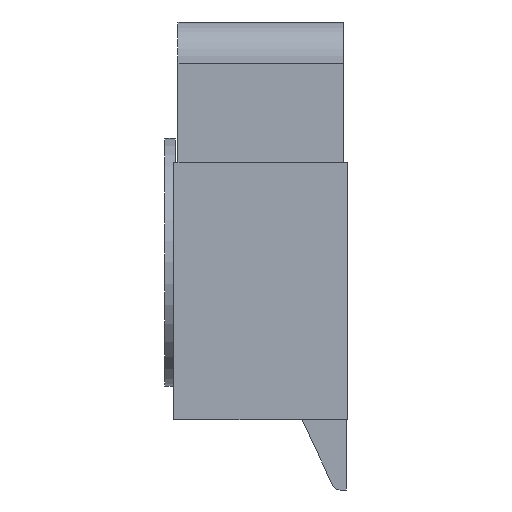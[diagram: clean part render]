
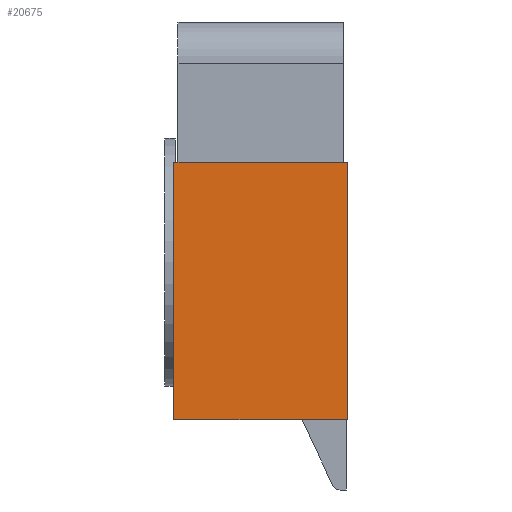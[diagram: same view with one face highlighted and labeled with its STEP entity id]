
A CAD part, left-side view. The second image highlights one B-rep face of the part: STEP entity #20675.
In plain terms, the highlighted planar face has unit normal (-1, 0, 0).
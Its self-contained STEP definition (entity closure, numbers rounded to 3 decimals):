
#1039=ORIENTED_EDGE('',*,*,#6241,.T.);
#1040=ORIENTED_EDGE('',*,*,#6235,.F.);
#1041=ORIENTED_EDGE('',*,*,#6231,.F.);
#1042=ORIENTED_EDGE('',*,*,#6242,.F.);
#1043=ORIENTED_EDGE('',*,*,#6243,.F.);
#1044=ORIENTED_EDGE('',*,*,#6238,.T.);
#6231=EDGE_CURVE('',#8783,#8774,#10666,.T.);
#6235=EDGE_CURVE('',#8774,#8785,#10670,.T.);
#6238=EDGE_CURVE('',#8788,#8787,#10673,.T.);
#6241=EDGE_CURVE('',#8787,#8785,#10676,.T.);
#6242=EDGE_CURVE('',#8790,#8783,#10677,.T.);
#6243=EDGE_CURVE('',#8788,#8790,#10678,.T.);
#8774=VERTEX_POINT('',#28390);
#8783=VERTEX_POINT('',#28423);
#8785=VERTEX_POINT('',#28432);
#8787=VERTEX_POINT('',#28437);
#8788=VERTEX_POINT('',#28439);
#8790=VERTEX_POINT('',#28446);
#10666=LINE('',#28424,#13181);
#10670=LINE('',#28431,#13185);
#10673=LINE('',#28438,#13188);
#10676=LINE('',#28444,#13191);
#10677=LINE('',#28445,#13192);
#10678=LINE('',#28447,#13193);
#13181=VECTOR('',#23419,1000.);
#13185=VECTOR('',#23427,1000.);
#13188=VECTOR('',#23432,1000.);
#13191=VECTOR('',#23437,1000.);
#13192=VECTOR('',#23438,1000.);
#13193=VECTOR('',#23439,1000.);
#15200=EDGE_LOOP('',(#1039,#1040,#1041,#1042,#1043,#1044));
#16099=FACE_BOUND('',#15200,.T.);
#16996=PLANE('',#21592);
#20675=ADVANCED_FACE('',(#16099),#16996,.F.);
#21592=AXIS2_PLACEMENT_3D('',#28443,#23435,#23436);
#23419=DIRECTION('',(0.,-1.,0.));
#23427=DIRECTION('',(0.,-1.,0.));
#23432=DIRECTION('',(0.,-1.,0.));
#23435=DIRECTION('',(1.,0.,0.));
#23436=DIRECTION('',(0.,0.,-1.));
#23437=DIRECTION('',(0.,0.,1.));
#23438=DIRECTION('',(0.,-1.,0.));
#23439=DIRECTION('',(0.,0.,1.));
#28390=CARTESIAN_POINT('',(-8.075,0.,-1.7));
#28423=CARTESIAN_POINT('',(-8.075,2.,-1.7));
#28424=CARTESIAN_POINT('',(-8.075,2.05,-1.7));
#28431=CARTESIAN_POINT('',(-8.075,2.05,-1.7));
#28432=CARTESIAN_POINT('',(-8.075,-0.05,-1.7));
#28437=CARTESIAN_POINT('',(-8.075,-0.05,-4.82));
#28438=CARTESIAN_POINT('',(-8.075,2.05,-4.82));
#28439=CARTESIAN_POINT('',(-8.075,2.05,-4.82));
#28443=CARTESIAN_POINT('',(-8.075,2.05,-4.82));
#28444=CARTESIAN_POINT('',(-8.075,-0.05,-4.82));
#28445=CARTESIAN_POINT('',(-8.075,2.05,-1.7));
#28446=CARTESIAN_POINT('',(-8.075,2.05,-1.7));
#28447=CARTESIAN_POINT('',(-8.075,2.05,-4.82));
